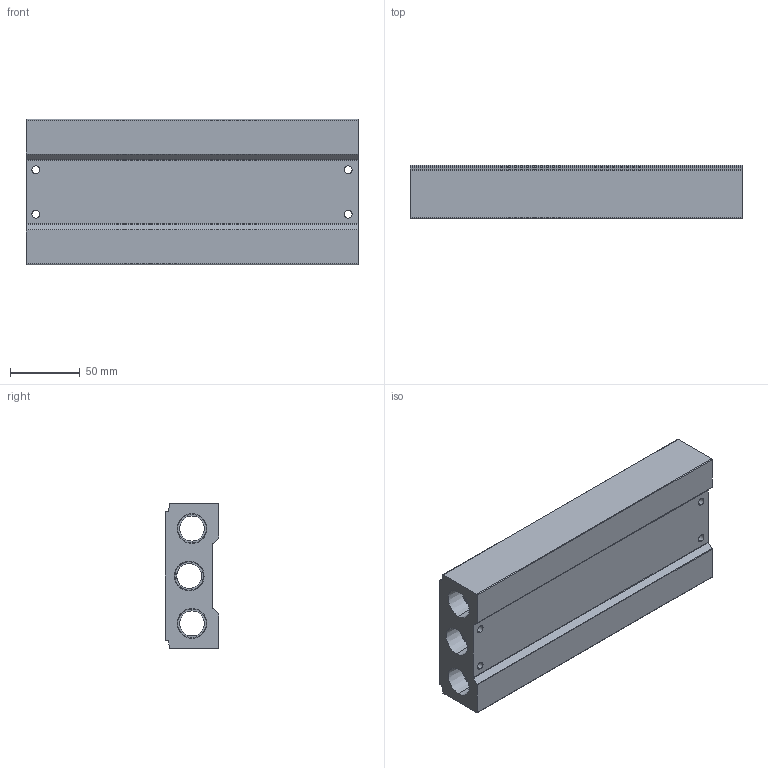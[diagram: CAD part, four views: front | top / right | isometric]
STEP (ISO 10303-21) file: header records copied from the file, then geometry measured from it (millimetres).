
FILE_DESCRIPTION (( 'STEP AP203' ), '1' );
FILE_NAME ('AM-546.step', '2015-11-10T16:23:41', ( '' ), ( '' ), 'SwSTEP 2.0', 'SolidWorks 2015', '' );
FILE_SCHEMA (( 'CONFIG_CONTROL_DESIGN' ));
Length unit declared in the file: millimetre
Products named in the file (1): AM-546
Bounding box: 238 x 38 x 104 mm (x, y, z)
Volume: 681674.5 mm3; surface area: 121066.1 mm2
Topology: 1 solids, 1 shells, 165 faces, 411 edges, 254 vertices
Faces by surface type: cylinder 85, plane 44, cone 36
Entity records: 5216 total; most frequent: CARTESIAN_POINT 1107, DIRECTION 913, ORIENTED_EDGE 774, EDGE_CURVE 387, AXIS2_PLACEMENT_3D 372, VERTEX_POINT 254, EDGE_LOOP 221, CIRCLE 206
